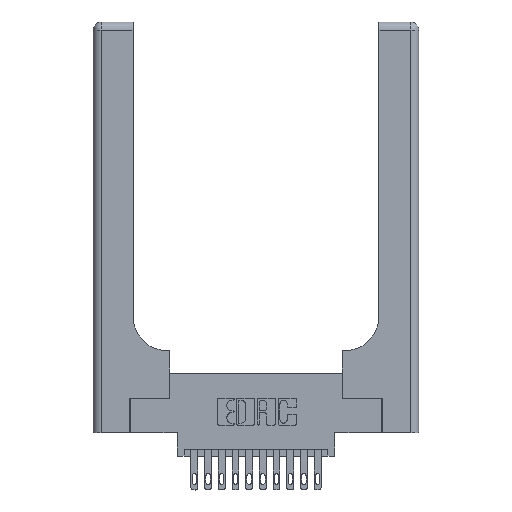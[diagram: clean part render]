
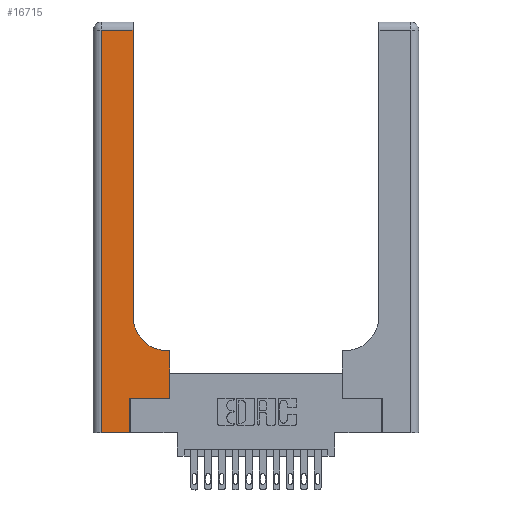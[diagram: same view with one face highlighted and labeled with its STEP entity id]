
A CAD part, top view. The second image highlights one B-rep face of the part: STEP entity #16715.
In plain terms, the highlighted planar face has unit normal (0, 0, 1).
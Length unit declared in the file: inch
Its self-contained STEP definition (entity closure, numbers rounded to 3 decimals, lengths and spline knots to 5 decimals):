
#21 = DIRECTION ( 'NONE',  ( 0., 0., -1. ) ) ;
#254 = EDGE_CURVE ( 'NONE', #1228, #7294, #7246, .T. ) ;
#580 = EDGE_CURVE ( 'NONE', #8064, #1228, #16507, .T. ) ;
#591 = ORIENTED_EDGE ( 'NONE', *, *, #254, .T. ) ;
#977 = EDGE_CURVE ( 'NONE', #7294, #11148, #13105, .T. ) ;
#1228 = VERTEX_POINT ( 'NONE', #10578 ) ;
#1656 = ORIENTED_EDGE ( 'NONE', *, *, #15935, .T. ) ;
#1949 = VECTOR ( 'NONE', #5134, 39.37008 ) ;
#2440 = DIRECTION ( 'NONE',  ( -1., 0., 0. ) ) ;
#2742 = CARTESIAN_POINT ( 'NONE',  ( 0.5415, 0.85, 0.37 ) ) ;
#3139 = VERTEX_POINT ( 'NONE', #7845 ) ;
#3465 = DIRECTION ( 'NONE',  ( 1., 0., 0. ) ) ;
#3551 = VERTEX_POINT ( 'NONE', #17016 ) ;
#3837 = DIRECTION ( 'NONE',  ( 0., 0., -1. ) ) ;
#3884 = PLANE ( 'NONE',  #12634 ) ;
#3921 = VERTEX_POINT ( 'NONE', #11616 ) ;
#4300 = CARTESIAN_POINT ( 'NONE',  ( 0.2915, 3., 0.37 ) ) ;
#5121 = VECTOR ( 'NONE', #12465, 39.37008 ) ;
#5134 = DIRECTION ( 'NONE',  ( -1., 0., 0. ) ) ;
#5286 = FACE_OUTER_BOUND ( 'NONE', #16643, .T. ) ;
#5350 = DIRECTION ( 'NONE',  ( 1., 0., 0. ) ) ;
#6269 = CARTESIAN_POINT ( 'NONE',  ( 0.269, 0.25, 0.37 ) ) ;
#6506 = VERTEX_POINT ( 'NONE', #13351 ) ;
#6772 = VECTOR ( 'NONE', #8034, 39.37008 ) ;
#6870 = CARTESIAN_POINT ( 'NONE',  ( 0.5585, 0.25, 0.37 ) ) ;
#7246 = LINE ( 'NONE', #6269, #14613 ) ;
#7294 = VERTEX_POINT ( 'NONE', #6870 ) ;
#7442 = LINE ( 'NONE', #13129, #1949 ) ;
#7699 = EDGE_CURVE ( 'NONE', #6506, #8966, #13216, .T. ) ;
#7843 = ORIENTED_EDGE ( 'NONE', *, *, #10276, .T. ) ;
#7845 = CARTESIAN_POINT ( 'NONE',  ( 0.5415, 0.6, 0.37 ) ) ;
#8017 = DIRECTION ( 'NONE',  ( 0., 1., 0. ) ) ;
#8034 = DIRECTION ( 'NONE',  ( 0., -1., 0. ) ) ;
#8059 = VECTOR ( 'NONE', #8017, 39.37008 ) ;
#8064 = VERTEX_POINT ( 'NONE', #8521 ) ;
#8407 = ORIENTED_EDGE ( 'NONE', *, *, #10074, .T. ) ;
#8485 = VECTOR ( 'NONE', #3465, 39.37008 ) ;
#8521 = CARTESIAN_POINT ( 'NONE',  ( 0.269, 0., 0.37 ) ) ;
#8578 = CARTESIAN_POINT ( 'NONE',  ( 0.5585, 0.6, 0.37 ) ) ;
#8966 = VERTEX_POINT ( 'NONE', #9276 ) ;
#9276 = CARTESIAN_POINT ( 'NONE',  ( 0.2915, 2.94, 0.37 ) ) ;
#9472 = CARTESIAN_POINT ( 'NONE',  ( 0.269, 0., 0.37 ) ) ;
#9531 = VECTOR ( 'NONE', #9590, 39.37008 ) ;
#9553 = CARTESIAN_POINT ( 'NONE',  ( 0.5585, 0.25, 0.37 ) ) ;
#9590 = DIRECTION ( 'NONE',  ( -1., 0., 0. ) ) ;
#9641 = CARTESIAN_POINT ( 'NONE',  ( 0.2915, 0.6, 0.37 ) ) ;
#10053 = ORIENTED_EDGE ( 'NONE', *, *, #15553, .T. ) ;
#10074 = EDGE_CURVE ( 'NONE', #3139, #6506, #10166, .T. ) ;
#10122 = ORIENTED_EDGE ( 'NONE', *, *, #977, .T. ) ;
#10166 = CIRCLE ( 'NONE', #16878, 0.25 ) ;
#10276 = EDGE_CURVE ( 'NONE', #11148, #3139, #11832, .T. ) ;
#10578 = CARTESIAN_POINT ( 'NONE',  ( 0.269, 0.25, 0.37 ) ) ;
#10728 = EDGE_CURVE ( 'NONE', #3921, #3551, #14755, .T. ) ;
#10916 = CARTESIAN_POINT ( 'NONE',  ( 0.06, 3., 0.37 ) ) ;
#11148 = VERTEX_POINT ( 'NONE', #8578 ) ;
#11616 = CARTESIAN_POINT ( 'NONE',  ( 0.06, 2.94, 0.37 ) ) ;
#11832 = LINE ( 'NONE', #9641, #9531 ) ;
#11947 = VECTOR ( 'NONE', #15082, 39.37008 ) ;
#12465 = DIRECTION ( 'NONE',  ( 0., 1., 0. ) ) ;
#12492 = ORIENTED_EDGE ( 'NONE', *, *, #580, .T. ) ;
#12634 = AXIS2_PLACEMENT_3D ( 'NONE', #17123, #3837, #2440 ) ;
#13105 = LINE ( 'NONE', #9553, #8059 ) ;
#13129 = CARTESIAN_POINT ( 'NONE',  ( 0., 2.94, 0.37 ) ) ;
#13216 = LINE ( 'NONE', #4300, #11947 ) ;
#13351 = CARTESIAN_POINT ( 'NONE',  ( 0.2915, 0.85, 0.37 ) ) ;
#13955 = LINE ( 'NONE', #14139, #8485 ) ;
#14139 = CARTESIAN_POINT ( 'NONE',  ( 0., 0., 0.37 ) ) ;
#14246 = ORIENTED_EDGE ( 'NONE', *, *, #7699, .T. ) ;
#14613 = VECTOR ( 'NONE', #16856, 39.37008 ) ;
#14755 = LINE ( 'NONE', #10916, #6772 ) ;
#15082 = DIRECTION ( 'NONE',  ( 0., 1., 0. ) ) ;
#15552 = ORIENTED_EDGE ( 'NONE', *, *, #10728, .T. ) ;
#15553 = EDGE_CURVE ( 'NONE', #8966, #3921, #7442, .T. ) ;
#15935 = EDGE_CURVE ( 'NONE', #3551, #8064, #13955, .T. ) ;
#16507 = LINE ( 'NONE', #9472, #5121 ) ;
#16643 = EDGE_LOOP ( 'NONE', ( #14246, #10053, #15552, #1656, #12492, #591, #10122, #7843, #8407 ) ) ;
#16715 = ADVANCED_FACE ( 'NONE', ( #5286 ), #3884, .F. ) ;
#16856 = DIRECTION ( 'NONE',  ( 1., 0., 0. ) ) ;
#16878 = AXIS2_PLACEMENT_3D ( 'NONE', #2742, #21, #5350 ) ;
#17016 = CARTESIAN_POINT ( 'NONE',  ( 0.06, 0., 0.37 ) ) ;
#17123 = CARTESIAN_POINT ( 'NONE',  ( 0., 3., 0.37 ) ) ;
